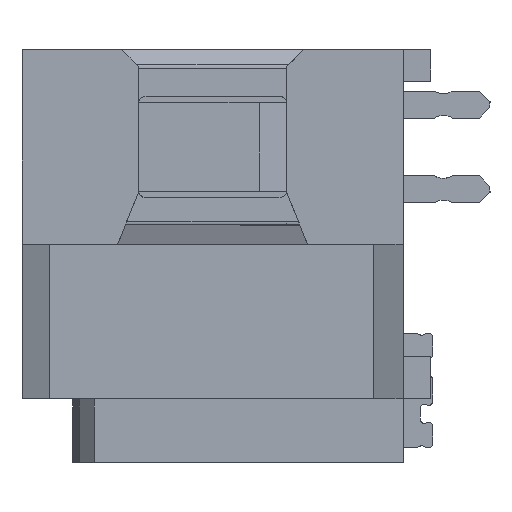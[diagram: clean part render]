
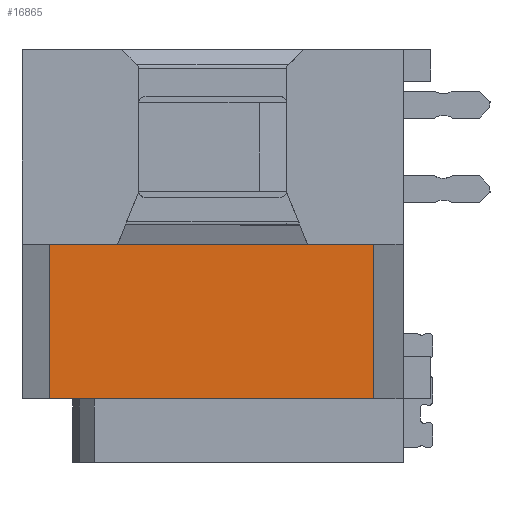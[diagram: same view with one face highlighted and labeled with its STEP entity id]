
A CAD part, left-side view. The second image highlights one B-rep face of the part: STEP entity #16865.
In plain terms, the highlighted planar face has unit normal (-1, 0, 0).
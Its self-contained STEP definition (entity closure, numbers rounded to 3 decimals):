
#891 = EDGE_LOOP ( 'NONE', ( #10858, #6587, #12465, #20413 ) ) ;
#1020 = DIRECTION ( 'NONE',  ( 0., -1., 0. ) ) ;
#1649 = EDGE_CURVE ( 'NONE', #10236, #1690, #3713, .T. ) ;
#1690 = VERTEX_POINT ( 'NONE', #14317 ) ;
#1842 = VERTEX_POINT ( 'NONE', #7131 ) ;
#1985 = LINE ( 'NONE', #8918, #9115 ) ;
#2773 = VECTOR ( 'NONE', #19414, 1000. ) ;
#2862 = PLANE ( 'NONE',  #5373 ) ;
#2901 = FACE_OUTER_BOUND ( 'NONE', #891, .T. ) ;
#3713 = LINE ( 'NONE', #11190, #8554 ) ;
#4335 = CARTESIAN_POINT ( 'NONE',  ( -9.579, 9., -5.95 ) ) ;
#5373 = AXIS2_PLACEMENT_3D ( 'NONE', #4335, #20808, #7559 ) ;
#6587 = ORIENTED_EDGE ( 'NONE', *, *, #1649, .F. ) ;
#7009 = VERTEX_POINT ( 'NONE', #12887 ) ;
#7131 = CARTESIAN_POINT ( 'NONE',  ( -9.579, 1.35, -5.95 ) ) ;
#7559 = DIRECTION ( 'NONE',  ( 0., 0., -1. ) ) ;
#7799 = VECTOR ( 'NONE', #10536, 1000. ) ;
#8554 = VECTOR ( 'NONE', #21058, 1000. ) ;
#8918 = CARTESIAN_POINT ( 'NONE',  ( -9.579, 0., -5.95 ) ) ;
#9115 = VECTOR ( 'NONE', #1020, 1000. ) ;
#10236 = VERTEX_POINT ( 'NONE', #14390 ) ;
#10536 = DIRECTION ( 'NONE',  ( 0., 0., -1. ) ) ;
#10742 = CARTESIAN_POINT ( 'NONE',  ( -9.579, 1.35, -5.95 ) ) ;
#10858 = ORIENTED_EDGE ( 'NONE', *, *, #19638, .F. ) ;
#11190 = CARTESIAN_POINT ( 'NONE',  ( -9.579, 9., -5.95 ) ) ;
#11491 = EDGE_CURVE ( 'NONE', #7009, #1842, #15979, .T. ) ;
#12465 = ORIENTED_EDGE ( 'NONE', *, *, #16067, .T. ) ;
#12863 = CARTESIAN_POINT ( 'NONE',  ( -9.579, 9., -2.3 ) ) ;
#12887 = CARTESIAN_POINT ( 'NONE',  ( -9.579, 1.35, -2.3 ) ) ;
#14317 = CARTESIAN_POINT ( 'NONE',  ( -9.579, 9., -2.3 ) ) ;
#14390 = CARTESIAN_POINT ( 'NONE',  ( -9.579, 9., -5.95 ) ) ;
#15979 = LINE ( 'NONE', #10742, #7799 ) ;
#16067 = EDGE_CURVE ( 'NONE', #10236, #1842, #1985, .T. ) ;
#16865 = ADVANCED_FACE ( 'NONE', ( #2901 ), #2862, .F. ) ;
#18067 = LINE ( 'NONE', #12863, #2773 ) ;
#19414 = DIRECTION ( 'NONE',  ( 0., -1., 0. ) ) ;
#19638 = EDGE_CURVE ( 'NONE', #1690, #7009, #18067, .T. ) ;
#20413 = ORIENTED_EDGE ( 'NONE', *, *, #11491, .F. ) ;
#20808 = DIRECTION ( 'NONE',  ( 1., 0., 0. ) ) ;
#21058 = DIRECTION ( 'NONE',  ( 0., 0., 1. ) ) ;
